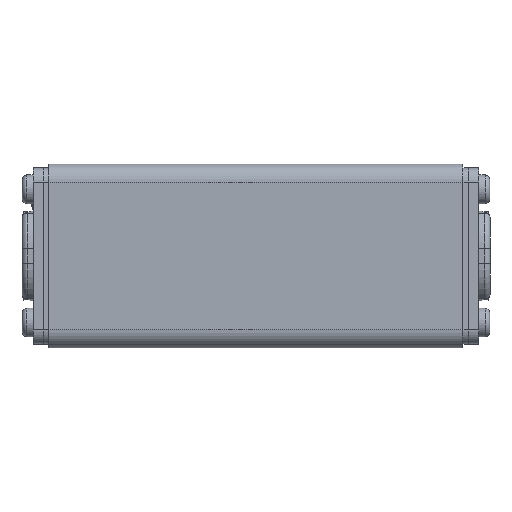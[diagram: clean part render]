
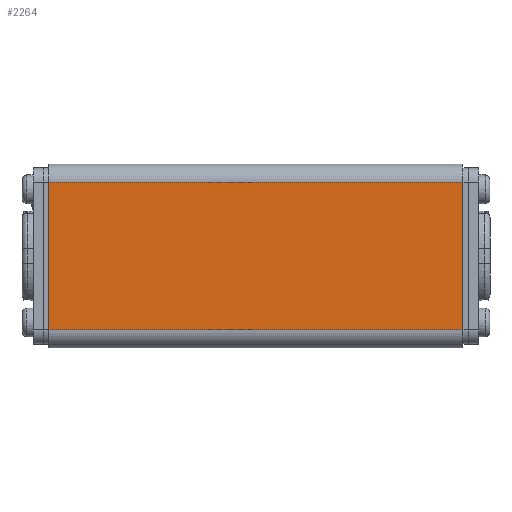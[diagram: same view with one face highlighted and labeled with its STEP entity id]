
A CAD part, left-side view. The second image highlights one B-rep face of the part: STEP entity #2264.
In plain terms, the highlighted face is planar.
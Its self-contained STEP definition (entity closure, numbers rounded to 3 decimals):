
#351=DIRECTION('',(0.,0.,1.));
#352=VECTOR('',#351,41.);
#353=CARTESIAN_POINT('',(-57.5,25.5,-20.5));
#354=LINE('',#353,#352);
#808=DIRECTION('',(-1.,0.,0.));
#809=VECTOR('',#808,115.);
#810=CARTESIAN_POINT('',(57.5,25.5,-20.5));
#811=LINE('',#810,#809);
#815=DIRECTION('',(-1.,0.,0.));
#816=VECTOR('',#815,115.);
#817=CARTESIAN_POINT('',(57.5,25.5,20.5));
#818=LINE('',#817,#816);
#874=DIRECTION('',(0.,0.,1.));
#875=VECTOR('',#874,41.);
#876=CARTESIAN_POINT('',(57.5,25.5,-20.5));
#877=LINE('',#876,#875);
#1752=CARTESIAN_POINT('',(-57.5,25.5,-20.5));
#1754=VERTEX_POINT('',#1752);
#1758=CARTESIAN_POINT('',(57.5,25.5,-20.5));
#1759=VERTEX_POINT('',#1758);
#1761=CARTESIAN_POINT('',(-57.5,25.5,20.5));
#1763=VERTEX_POINT('',#1761);
#1764=CARTESIAN_POINT('',(57.5,25.5,20.5));
#1765=VERTEX_POINT('',#1764);
#2251=CARTESIAN_POINT('',(-57.5,25.5,-25.5));
#2252=DIRECTION('',(0.,1.,0.));
#2253=DIRECTION('',(0.,0.,1.));
#2254=AXIS2_PLACEMENT_3D('',#2251,#2252,#2253);
#2255=PLANE('',#2254);
#2257=ORIENTED_EDGE('',*,*,#2256,.F.);
#2259=ORIENTED_EDGE('',*,*,#2258,.T.);
#2260=ORIENTED_EDGE('',*,*,#2236,.T.);
#2261=ORIENTED_EDGE('',*,*,#2011,.F.);
#2262=EDGE_LOOP('',(#2257,#2259,#2260,#2261));
#2263=FACE_OUTER_BOUND('',#2262,.F.);
#2011=EDGE_CURVE('',#1754,#1763,#354,.T.);
#2236=EDGE_CURVE('',#1765,#1763,#818,.T.);
#2256=EDGE_CURVE('',#1759,#1754,#811,.T.);
#2258=EDGE_CURVE('',#1759,#1765,#877,.T.);
#2264=ADVANCED_FACE('',(#2263),#2255,.T.);
